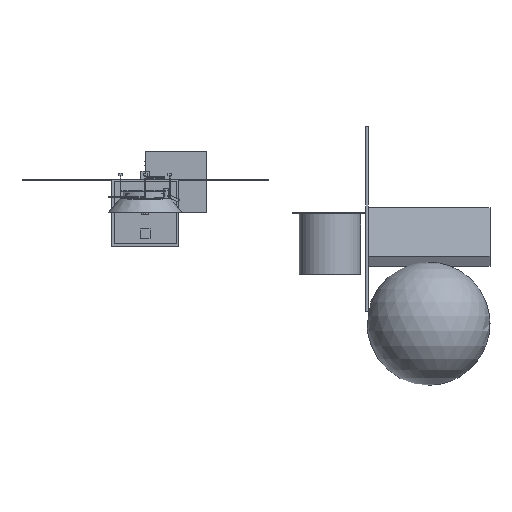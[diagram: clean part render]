
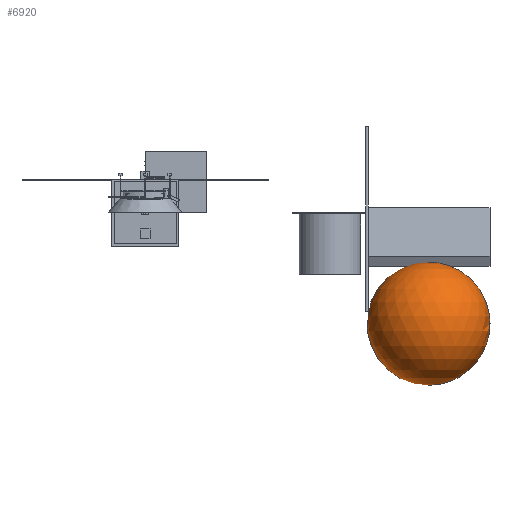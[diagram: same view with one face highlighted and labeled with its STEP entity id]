
A CAD part, front view. The second image highlights one B-rep face of the part: STEP entity #6920.
In plain terms, the highlighted spherical face has radius 500 mm.
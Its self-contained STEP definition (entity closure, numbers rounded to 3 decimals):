
#6920 = ADVANCED_FACE('',(#6921),#6925,.T.);
#6921 = FACE_BOUND('',#6922,.T.);
#6922 = VERTEX_LOOP('',#6923);
#6923 = VERTEX_POINT('',#6924);
#6924 = CARTESIAN_POINT('',(2300.,0.,-1400.));
#6925 = SPHERICAL_SURFACE('',#6926,500.);
#6926 = AXIS2_PLACEMENT_3D('',#6927,#6928,#6929);
#6927 = CARTESIAN_POINT('',(2300.,0.,-900.));
#6928 = DIRECTION('',(0.,0.,1.));
#6929 = DIRECTION('',(1.,0.,0.));
